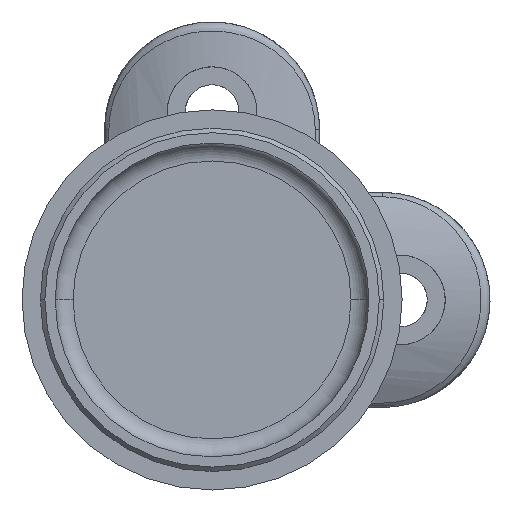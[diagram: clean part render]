
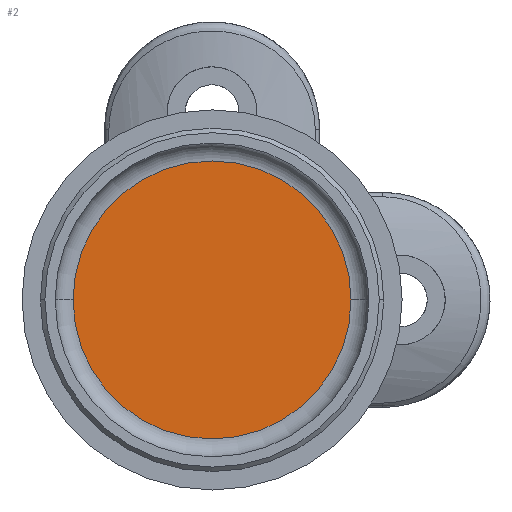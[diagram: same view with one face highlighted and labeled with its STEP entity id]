
A CAD part, front view. The second image highlights one B-rep face of the part: STEP entity #2.
In plain terms, the highlighted planar face has unit normal (0, -1, 0).
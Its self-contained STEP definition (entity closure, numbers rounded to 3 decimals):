
#2 = ADVANCED_FACE ( 'NONE', ( #519 ), #1552, .F. ) ;
#82 = DIRECTION ( 'NONE',  ( 0., 1., 0. ) ) ;
#97 = EDGE_CURVE ( 'NONE', #2378, #1890, #1236, .T. ) ;
#108 = ORIENTED_EDGE ( 'NONE', *, *, #2368, .F. ) ;
#135 = CARTESIAN_POINT ( 'NONE',  ( 0., 0., 0. ) ) ;
#321 = DIRECTION ( 'NONE',  ( -1., 0., 0. ) ) ;
#512 = CARTESIAN_POINT ( 'NONE',  ( -15.5, 0., 0. ) ) ;
#519 = FACE_OUTER_BOUND ( 'NONE', #2385, .T. ) ;
#1064 = CIRCLE ( 'NONE', #2271, 15.5 ) ;
#1142 = CARTESIAN_POINT ( 'NONE',  ( 0., 0., 0. ) ) ;
#1236 = CIRCLE ( 'NONE', #2246, 15.5 ) ;
#1445 = CARTESIAN_POINT ( 'NONE',  ( 15.5, 0., 0. ) ) ;
#1552 = PLANE ( 'NONE',  #1655 ) ;
#1655 = AXIS2_PLACEMENT_3D ( 'NONE', #1142, #1921, #2313 ) ;
#1721 = ORIENTED_EDGE ( 'NONE', *, *, #97, .F. ) ;
#1813 = DIRECTION ( 'NONE',  ( 0., 1., 0. ) ) ;
#1818 = CARTESIAN_POINT ( 'NONE',  ( 0., 0., 0. ) ) ;
#1890 = VERTEX_POINT ( 'NONE', #1445 ) ;
#1921 = DIRECTION ( 'NONE',  ( 0., 1., 0. ) ) ;
#2231 = DIRECTION ( 'NONE',  ( -1., 0., 0. ) ) ;
#2246 = AXIS2_PLACEMENT_3D ( 'NONE', #135, #82, #2231 ) ;
#2271 = AXIS2_PLACEMENT_3D ( 'NONE', #1818, #1813, #321 ) ;
#2313 = DIRECTION ( 'NONE',  ( -1., 0., 0. ) ) ;
#2368 = EDGE_CURVE ( 'NONE', #1890, #2378, #1064, .T. ) ;
#2378 = VERTEX_POINT ( 'NONE', #512 ) ;
#2385 = EDGE_LOOP ( 'NONE', ( #1721, #108 ) ) ;
